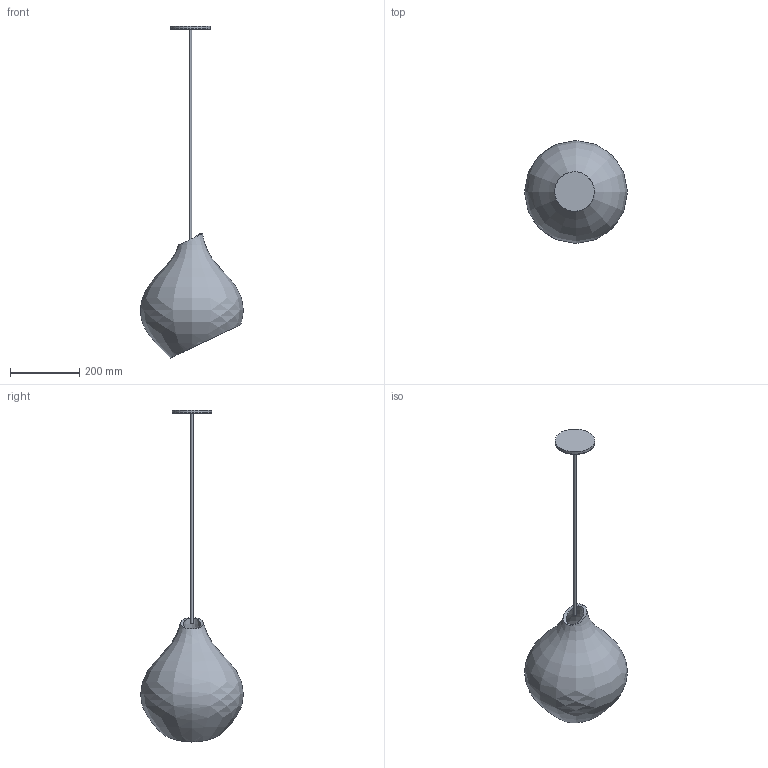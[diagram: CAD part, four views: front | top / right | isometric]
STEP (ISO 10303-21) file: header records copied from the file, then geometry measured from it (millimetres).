
FILE_DESCRIPTION(/* description */ (''),/* implementation_level */ '2;1');
FILE_NAME(/* name */ 'Hive12_3D_mm',/* time_stamp */ '2025-06-18T12:38:00-07:00',/* author */ (''),/* organization */ (''),/* preprocessor_version */ 'ST-DEVELOPER v16.5',/* originating_system */ '',/* authorisation */ '');
FILE_SCHEMA (('AUTOMOTIVE_DESIGN'));
Length unit declared in the file: millimetre
Products named in the file (1): Document
Bounding box: 297.62 x 297.93 x 960.73 mm (x, y, z)
Volume: 2107728.9 mm3; surface area: 486440.5 mm2
Topology: 3 solids, 3 shells, 12 faces, 19 edges, 11 vertices
Faces by surface type: bspline 8, plane 4
Entity records: 1700 total; most frequent: CARTESIAN_POINT 1515, ORIENTED_EDGE 38, EDGE_CURVE 19, ADVANCED_FACE 12, FACE_OUTER_BOUND 12, EDGE_LOOP 12, VERTEX_POINT 11, B_SPLINE_CURVE_WITH_KNOTS 10
